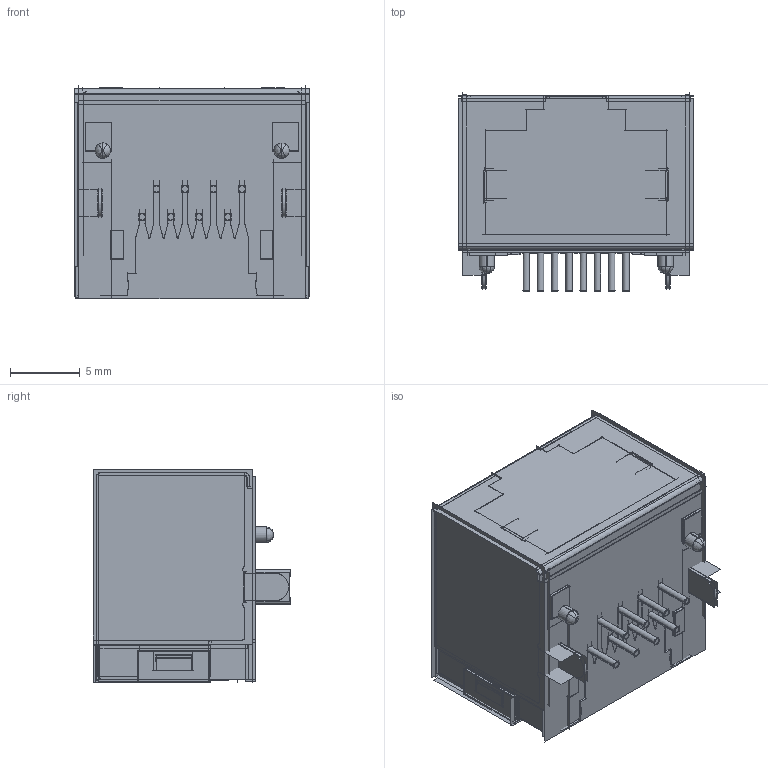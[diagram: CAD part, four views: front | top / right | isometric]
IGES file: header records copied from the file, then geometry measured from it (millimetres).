
Start section:  PTC IGES file: KRJ-60S8P8C1X1NL.igs
Global section: file name: KRJ-60S8P8C1X1NL.igs; native system: Creo Parametric by PTC Inc.; preprocessor: 2018400; author: Administrator; organization: Unknown; date: 20210729.134911; units: millimetre
Bounding box: 16.85 x 14.18 x 15.31 mm (x, y, z)
Surface area: 55798.9 mm2
Topology: 10 solids, 10 shells, 1664 faces, 11281 edges, 16074 vertices
Faces by surface type: bspline 1026, revolution 638
